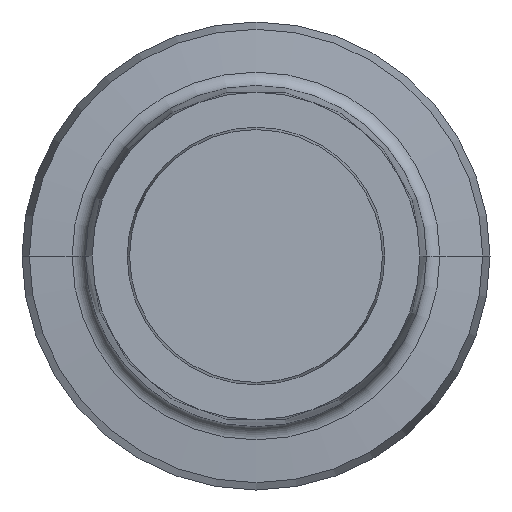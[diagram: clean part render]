
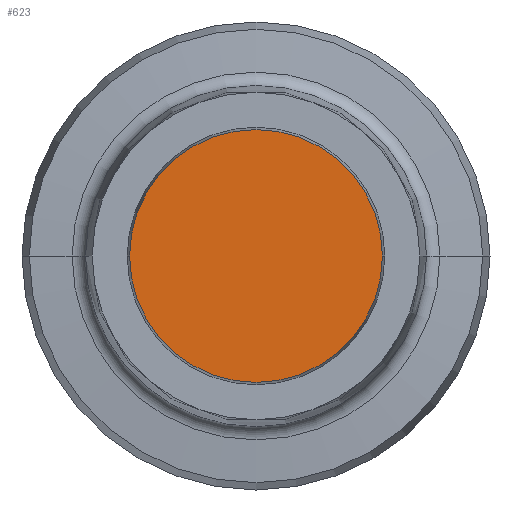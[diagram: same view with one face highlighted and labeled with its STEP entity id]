
A CAD part, left-side view. The second image highlights one B-rep face of the part: STEP entity #623.
In plain terms, the highlighted planar face has unit normal (-1, 0, 0).
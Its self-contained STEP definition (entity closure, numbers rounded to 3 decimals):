
#166=CARTESIAN_POINT('',(-20.,0.,0.));
#167=DIRECTION('',(-1.,0.,0.));
#168=DIRECTION('',(0.,1.,0.));
#169=AXIS2_PLACEMENT_3D('',#166,#167,#168);
#171=CARTESIAN_POINT('',(-20.,0.,0.));
#172=DIRECTION('',(1.,0.,0.));
#173=DIRECTION('',(0.,1.,0.));
#174=AXIS2_PLACEMENT_3D('',#171,#172,#173);
#300=CARTESIAN_POINT('',(-20.,4.323,0.));
#302=VERTEX_POINT('',#300);
#312=CARTESIAN_POINT('',(-20.,-4.323,0.));
#314=VERTEX_POINT('',#312);
#614=CARTESIAN_POINT('',(-20.,0.,0.));
#615=DIRECTION('',(1.,0.,0.));
#616=DIRECTION('',(0.,-1.,0.));
#617=AXIS2_PLACEMENT_3D('',#614,#615,#616);
#618=PLANE('',#617);
#619=ORIENTED_EDGE('',*,*,#607,.F.);
#620=ORIENTED_EDGE('',*,*,#596,.T.);
#621=EDGE_LOOP('',(#619,#620));
#622=FACE_OUTER_BOUND('',#621,.F.);
#623=ADVANCED_FACE('',(#622),#618,.F.);
#170=CIRCLE('',#169,4.323);
#175=CIRCLE('',#174,4.323);
#596=EDGE_CURVE('',#302,#314,#175,.T.);
#607=EDGE_CURVE('',#302,#314,#170,.T.);
